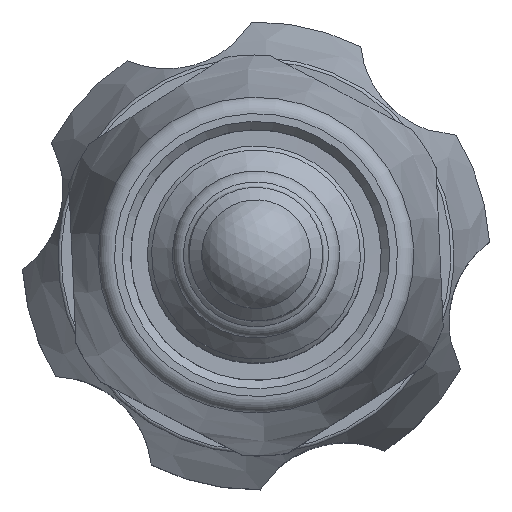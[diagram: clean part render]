
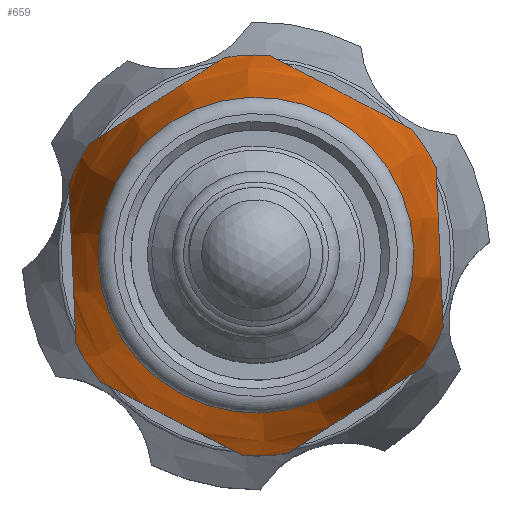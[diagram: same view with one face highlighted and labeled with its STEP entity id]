
A CAD part, top view. The second image highlights one B-rep face of the part: STEP entity #659.
In plain terms, the highlighted conical face has half-angle 11.8 degrees and reference radius 10.642 mm.
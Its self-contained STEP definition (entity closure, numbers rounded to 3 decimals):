
#438=CARTESIAN_POINT('',(9.965,-6.686,27.1));
#439=VERTEX_POINT('',#438);
#446=CARTESIAN_POINT('',(1.883,-11.851,27.1));
#447=VERTEX_POINT('',#446);
#448=CARTESIAN_POINT('',(9.965,-6.686,27.1));
#449=CARTESIAN_POINT('',(5.924,-9.269,36.275));
#450=CARTESIAN_POINT('',(1.883,-11.851,27.1));
#458=(BOUNDED_CURVE()B_SPLINE_CURVE(2,(#448,#449,#450),.UNSPECIFIED.,.F.,.U.)B_SPLINE_CURVE_WITH_KNOTS((3,3),(0.0,1.355),.UNSPECIFIED.)CURVE()GEOMETRIC_REPRESENTATION_ITEM()RATIONAL_B_SPLINE_CURVE((1.0,1.091,1.0))REPRESENTATION_ITEM(''));
#459=EDGE_CURVE('',#439,#447,#458,.T.);
#478=CARTESIAN_POINT('',(8.389,-4.352,39.304));
#479=VERTEX_POINT('',#478);
#480=CARTESIAN_POINT('',(0.,0.,39.304));
#481=DIRECTION('',(0.,0.,1.0));
#482=DIRECTION('',(-0.888,0.46,0.));
#483=AXIS2_PLACEMENT_3D('',#480,#481,#482);
#484=CIRCLE('',#483,9.45);
#485=EDGE_CURVE('',#479,#479,#484,.T.);
#521=CARTESIAN_POINT('',(0.,0.,33.6));
#522=DIRECTION('',(0.,0.,-1.));
#523=DIRECTION('',(0.888,-0.46,0.));
#524=AXIS2_PLACEMENT_3D('',#521,#522,#523);
#525=CONICAL_SURFACE('',#524,10.642,11.8);
#526=CARTESIAN_POINT('',(-0.808,-11.973,27.1));
#527=VERTEX_POINT('',#526);
#528=CARTESIAN_POINT('',(-9.322,-7.556,27.1));
#529=VERTEX_POINT('',#528);
#530=CARTESIAN_POINT('',(-0.808,-11.973,27.1));
#531=CARTESIAN_POINT('',(-5.065,-9.764,36.275));
#532=CARTESIAN_POINT('',(-9.322,-7.556,27.1));
#540=(BOUNDED_CURVE()B_SPLINE_CURVE(2,(#530,#531,#532),.UNSPECIFIED.,.F.,.U.)B_SPLINE_CURVE_WITH_KNOTS((3,3),(0.0,1.355),.UNSPECIFIED.)CURVE()GEOMETRIC_REPRESENTATION_ITEM()RATIONAL_B_SPLINE_CURVE((1.0,1.091,1.0))REPRESENTATION_ITEM(''));
#541=EDGE_CURVE('',#527,#529,#540,.T.);
#542=ORIENTED_EDGE('',*,*,#541,.F.);
#543=CARTESIAN_POINT('',(0.,0.,27.1));
#544=DIRECTION('',(0.,0.,-1.0));
#545=DIRECTION('',(0.888,-0.46,0.));
#546=AXIS2_PLACEMENT_3D('',#543,#544,#545);
#547=CIRCLE('',#546,12.);
#548=EDGE_CURVE('',#447,#527,#547,.T.);
#549=ORIENTED_EDGE('',*,*,#548,.F.);
#550=ORIENTED_EDGE('',*,*,#459,.F.);
#551=CARTESIAN_POINT('',(11.205,-4.295,27.1));
#552=VERTEX_POINT('',#551);
#553=CARTESIAN_POINT('',(0.,0.,27.1));
#554=DIRECTION('',(0.,0.,-1.0));
#555=DIRECTION('',(0.888,-0.46,0.));
#556=AXIS2_PLACEMENT_3D('',#553,#554,#555);
#557=CIRCLE('',#556,12.);
#558=EDGE_CURVE('',#552,#439,#557,.T.);
#559=ORIENTED_EDGE('',*,*,#558,.F.);
#560=CARTESIAN_POINT('',(10.773,5.287,27.1));
#561=VERTEX_POINT('',#560);
#562=CARTESIAN_POINT('',(10.773,5.287,27.1));
#563=CARTESIAN_POINT('',(10.989,0.496,36.275));
#564=CARTESIAN_POINT('',(11.205,-4.295,27.1));
#572=(BOUNDED_CURVE()B_SPLINE_CURVE(2,(#562,#563,#564),.UNSPECIFIED.,.F.,.U.)B_SPLINE_CURVE_WITH_KNOTS((3,3),(0.0,1.355),.UNSPECIFIED.)CURVE()GEOMETRIC_REPRESENTATION_ITEM()RATIONAL_B_SPLINE_CURVE((1.0,1.091,1.0))REPRESENTATION_ITEM(''));
#573=EDGE_CURVE('',#561,#552,#572,.T.);
#574=ORIENTED_EDGE('',*,*,#573,.F.);
#575=CARTESIAN_POINT('',(9.322,7.556,27.1));
#576=VERTEX_POINT('',#575);
#577=CARTESIAN_POINT('',(0.,0.,27.1));
#578=DIRECTION('',(0.,0.,-1.0));
#579=DIRECTION('',(0.888,-0.46,0.));
#580=AXIS2_PLACEMENT_3D('',#577,#578,#579);
#581=CIRCLE('',#580,12.);
#582=EDGE_CURVE('',#576,#561,#581,.T.);
#583=ORIENTED_EDGE('',*,*,#582,.F.);
#584=CARTESIAN_POINT('',(0.808,11.973,27.1));
#585=VERTEX_POINT('',#584);
#586=CARTESIAN_POINT('',(0.808,11.973,27.1));
#587=CARTESIAN_POINT('',(5.065,9.764,36.275));
#588=CARTESIAN_POINT('',(9.322,7.556,27.1));
#596=(BOUNDED_CURVE()B_SPLINE_CURVE(2,(#586,#587,#588),.UNSPECIFIED.,.F.,.U.)B_SPLINE_CURVE_WITH_KNOTS((3,3),(0.0,1.355),.UNSPECIFIED.)CURVE()GEOMETRIC_REPRESENTATION_ITEM()RATIONAL_B_SPLINE_CURVE((1.0,1.091,1.0))REPRESENTATION_ITEM(''));
#597=EDGE_CURVE('',#585,#576,#596,.T.);
#598=ORIENTED_EDGE('',*,*,#597,.F.);
#599=CARTESIAN_POINT('',(-1.883,11.851,27.1));
#600=VERTEX_POINT('',#599);
#601=CARTESIAN_POINT('',(0.,0.,27.1));
#602=DIRECTION('',(0.,0.,-1.0));
#603=DIRECTION('',(0.888,-0.46,0.));
#604=AXIS2_PLACEMENT_3D('',#601,#602,#603);
#605=CIRCLE('',#604,12.);
#606=EDGE_CURVE('',#600,#585,#605,.T.);
#607=ORIENTED_EDGE('',*,*,#606,.F.);
#608=CARTESIAN_POINT('',(-9.965,6.686,27.1));
#609=VERTEX_POINT('',#608);
#610=CARTESIAN_POINT('',(-9.965,6.686,27.1));
#611=CARTESIAN_POINT('',(-5.924,9.269,36.275));
#612=CARTESIAN_POINT('',(-1.883,11.851,27.1));
#620=(BOUNDED_CURVE()B_SPLINE_CURVE(2,(#610,#611,#612),.UNSPECIFIED.,.F.,.U.)B_SPLINE_CURVE_WITH_KNOTS((3,3),(0.0,1.355),.UNSPECIFIED.)CURVE()GEOMETRIC_REPRESENTATION_ITEM()RATIONAL_B_SPLINE_CURVE((1.0,1.091,1.0))REPRESENTATION_ITEM(''));
#621=EDGE_CURVE('',#609,#600,#620,.T.);
#622=ORIENTED_EDGE('',*,*,#621,.F.);
#623=CARTESIAN_POINT('',(-11.205,4.295,27.1));
#624=VERTEX_POINT('',#623);
#625=CARTESIAN_POINT('',(0.,0.,27.1));
#626=DIRECTION('',(0.,0.,-1.0));
#627=DIRECTION('',(0.888,-0.46,0.));
#628=AXIS2_PLACEMENT_3D('',#625,#626,#627);
#629=CIRCLE('',#628,12.);
#630=EDGE_CURVE('',#624,#609,#629,.T.);
#631=ORIENTED_EDGE('',*,*,#630,.F.);
#632=CARTESIAN_POINT('',(-10.773,-5.287,27.1));
#633=VERTEX_POINT('',#632);
#634=CARTESIAN_POINT('',(-10.773,-5.287,27.1));
#635=CARTESIAN_POINT('',(-10.989,-0.496,36.275));
#636=CARTESIAN_POINT('',(-11.205,4.295,27.1));
#644=(BOUNDED_CURVE()B_SPLINE_CURVE(2,(#634,#635,#636),.UNSPECIFIED.,.F.,.U.)B_SPLINE_CURVE_WITH_KNOTS((3,3),(0.0,1.355),.UNSPECIFIED.)CURVE()GEOMETRIC_REPRESENTATION_ITEM()RATIONAL_B_SPLINE_CURVE((1.0,1.091,1.0))REPRESENTATION_ITEM(''));
#645=EDGE_CURVE('',#633,#624,#644,.T.);
#646=ORIENTED_EDGE('',*,*,#645,.F.);
#647=CARTESIAN_POINT('',(0.,0.,27.1));
#648=DIRECTION('',(0.,0.,-1.0));
#649=DIRECTION('',(0.888,-0.46,0.));
#650=AXIS2_PLACEMENT_3D('',#647,#648,#649);
#651=CIRCLE('',#650,12.);
#652=EDGE_CURVE('',#529,#633,#651,.T.);
#653=ORIENTED_EDGE('',*,*,#652,.F.);
#654=EDGE_LOOP('',(#542,#549,#550,#559,#574,#583,#598,#607,#622,#631,#646,#653));
#655=FACE_OUTER_BOUND('',#654,.T.);
#656=ORIENTED_EDGE('',*,*,#485,.F.);
#657=EDGE_LOOP('',(#656));
#658=FACE_BOUND('',#657,.T.);
#659=ADVANCED_FACE('',(#655,#658),#525,.T.);
